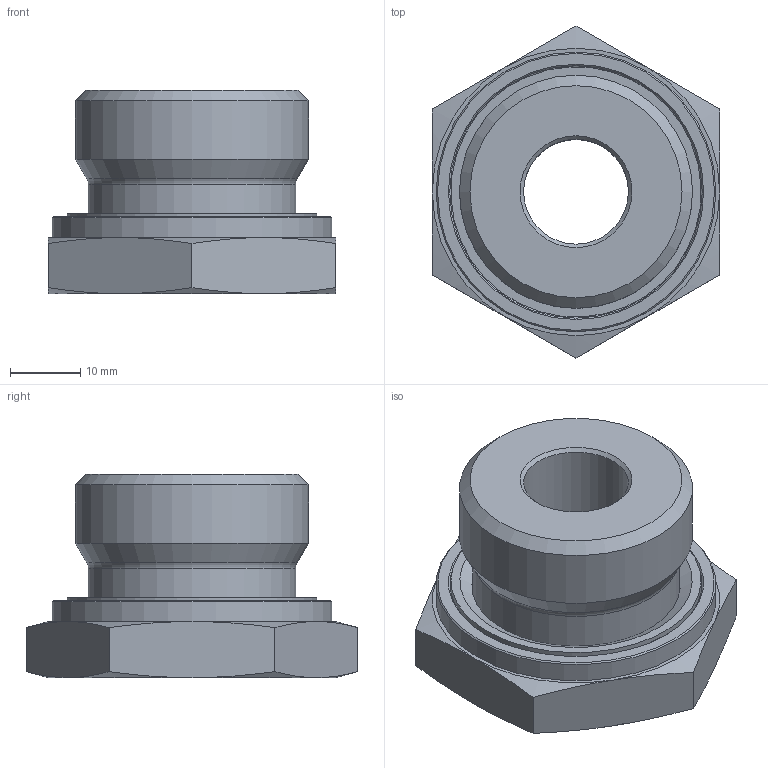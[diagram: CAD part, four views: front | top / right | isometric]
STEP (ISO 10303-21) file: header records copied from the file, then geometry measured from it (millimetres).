
FILE_DESCRIPTION((''),'2;1');
FILE_NAME('715024438.stp','2015-07-08T09:40:05',(''),('KNOMI spol. s r. o.'),'Autodesk Inventor 2012','Autodesk Inventor 2012','');
FILE_SCHEMA(('AUTOMOTIVE_DESIGN { 1 2 10303 214 0 1 1 1 }'));
Length unit declared in the file: millimetre
Products named in the file (3): RIER G1"-G3/8"; 715034438; 609333344
Assembly tree (2 placements, depth 2):
  RIER G1"-G3/8"
    715034438
    609333344
Bounding box: 41 x 47.34 x 29 mm (x, y, z)
Volume: 24546.1 mm3; surface area: 8479.5 mm2
Topology: 2 solids, 2 shells, 42 faces, 83 edges, 48 vertices
Faces by surface type: cone 19, plane 13, cylinder 7, torus 3
Full cylindrical faces by diameter (mm): 14.95 x1, 29.6 x1, 29.7 x1, 33.249 x1, 35.7 x1, 36 x1, 39.9 x1
Entity records: 1102 total; most frequent: CARTESIAN_POINT 207, DIRECTION 170, ORIENTED_EDGE 130, AXIS2_PLACEMENT_3D 82, EDGE_LOOP 66, EDGE_CURVE 65, VERTEX_POINT 47, STYLED_ITEM 44
